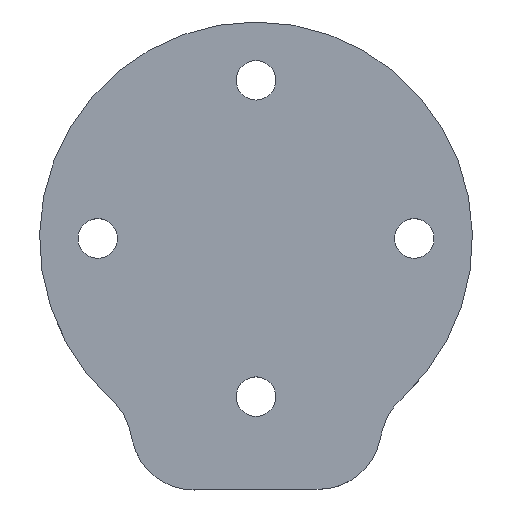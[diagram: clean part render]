
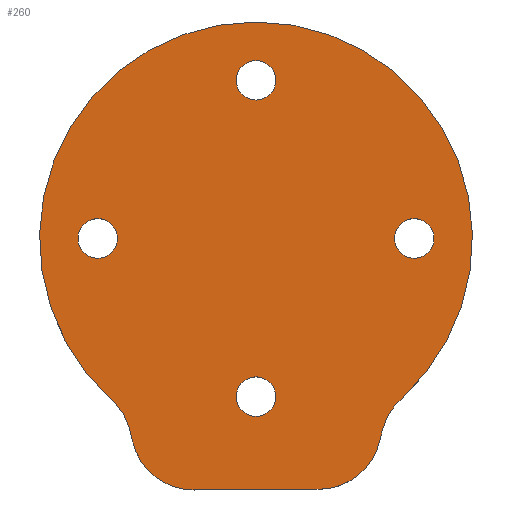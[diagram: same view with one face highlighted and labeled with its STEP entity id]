
A CAD part, top view. The second image highlights one B-rep face of the part: STEP entity #260.
In plain terms, the highlighted planar face has unit normal (0, 0, 1).
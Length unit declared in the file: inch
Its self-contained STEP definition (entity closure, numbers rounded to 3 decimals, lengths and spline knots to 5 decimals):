
#23=FACE_BOUND('',#68,.T.);
#24=FACE_BOUND('',#69,.T.);
#25=FACE_BOUND('',#70,.T.);
#26=FACE_BOUND('',#71,.T.);
#31=PLANE('',#300);
#45=FACE_OUTER_BOUND('',#67,.T.);
#67=EDGE_LOOP('',(#226,#227,#228,#229,#230,#231,#232,#233));
#68=EDGE_LOOP('',(#234));
#69=EDGE_LOOP('',(#235));
#70=EDGE_LOOP('',(#236));
#71=EDGE_LOOP('',(#237));
#77=LINE('',#415,#91);
#80=LINE('',#423,#94);
#85=LINE('',#450,#99);
#91=VECTOR('',#334,0.3937);
#94=VECTOR('',#343,0.3937);
#99=VECTOR('',#378,0.3937);
#101=CIRCLE('',#271,0.125);
#110=CIRCLE('',#283,0.125);
#111=CIRCLE('',#286,0.03937);
#112=CIRCLE('',#288,0.03937);
#113=CIRCLE('',#290,0.03937);
#114=CIRCLE('',#292,0.03937);
#115=CIRCLE('',#294,0.125);
#116=CIRCLE('',#296,0.431);
#117=CIRCLE('',#298,0.125);
#120=VERTEX_POINT('',#386);
#121=VERTEX_POINT('',#388);
#132=VERTEX_POINT('',#414);
#133=VERTEX_POINT('',#418);
#134=VERTEX_POINT('',#422);
#135=VERTEX_POINT('',#426);
#136=VERTEX_POINT('',#429);
#137=VERTEX_POINT('',#432);
#138=VERTEX_POINT('',#435);
#139=VERTEX_POINT('',#438);
#140=VERTEX_POINT('',#440);
#141=VERTEX_POINT('',#444);
#144=EDGE_CURVE('',#120,#121,#101,.T.);
#157=EDGE_CURVE('',#121,#132,#77,.T.);
#159=EDGE_CURVE('',#132,#133,#110,.T.);
#161=EDGE_CURVE('',#133,#134,#80,.T.);
#163=EDGE_CURVE('',#135,#135,#111,.T.);
#164=EDGE_CURVE('',#136,#136,#112,.T.);
#165=EDGE_CURVE('',#137,#137,#113,.T.);
#166=EDGE_CURVE('',#138,#138,#114,.T.);
#168=EDGE_CURVE('',#139,#140,#115,.T.);
#171=EDGE_CURVE('',#141,#139,#116,.T.);
#172=EDGE_CURVE('',#134,#141,#117,.T.);
#173=EDGE_CURVE('',#140,#120,#85,.T.);
#226=ORIENTED_EDGE('',*,*,#144,.F.);
#227=ORIENTED_EDGE('',*,*,#173,.F.);
#228=ORIENTED_EDGE('',*,*,#168,.F.);
#229=ORIENTED_EDGE('',*,*,#171,.F.);
#230=ORIENTED_EDGE('',*,*,#172,.F.);
#231=ORIENTED_EDGE('',*,*,#161,.F.);
#232=ORIENTED_EDGE('',*,*,#159,.F.);
#233=ORIENTED_EDGE('',*,*,#157,.F.);
#234=ORIENTED_EDGE('',*,*,#163,.T.);
#235=ORIENTED_EDGE('',*,*,#164,.T.);
#236=ORIENTED_EDGE('',*,*,#165,.T.);
#237=ORIENTED_EDGE('',*,*,#166,.T.);
#260=ADVANCED_FACE('',(#45,#23,#24,#25,#26),#31,.T.);
#271=AXIS2_PLACEMENT_3D('',#389,#308,#309);
#283=AXIS2_PLACEMENT_3D('',#419,#338,#339);
#286=AXIS2_PLACEMENT_3D('',#427,#347,#348);
#288=AXIS2_PLACEMENT_3D('',#430,#351,#352);
#290=AXIS2_PLACEMENT_3D('',#433,#355,#356);
#292=AXIS2_PLACEMENT_3D('',#436,#359,#360);
#294=AXIS2_PLACEMENT_3D('',#441,#364,#365);
#296=AXIS2_PLACEMENT_3D('',#446,#370,#371);
#298=AXIS2_PLACEMENT_3D('',#448,#374,#375);
#300=AXIS2_PLACEMENT_3D('',#451,#379,#380);
#308=DIRECTION('center_axis',(0.,0.,-1.));
#309=DIRECTION('ref_axis',(0.62,-0.784,0.));
#334=DIRECTION('',(-1.,-0.005,0.));
#338=DIRECTION('center_axis',(0.,0.,-1.));
#339=DIRECTION('ref_axis',(-0.616,-0.787,0.));
#343=DIRECTION('',(-0.235,0.972,0.));
#347=DIRECTION('center_axis',(0.,0.,-1.));
#348=DIRECTION('ref_axis',(1.,0.,0.));
#351=DIRECTION('center_axis',(0.,0.,-1.));
#352=DIRECTION('ref_axis',(1.,0.,0.));
#355=DIRECTION('center_axis',(0.,0.,-1.));
#356=DIRECTION('ref_axis',(1.,0.,0.));
#359=DIRECTION('center_axis',(0.,0.,-1.));
#360=DIRECTION('ref_axis',(1.,0.,0.));
#364=DIRECTION('center_axis',(0.,0.,1.));
#365=DIRECTION('ref_axis',(-0.859,0.512,0.));
#370=DIRECTION('center_axis',(0.,0.,-1.));
#371=DIRECTION('ref_axis',(-1.,0.,0.));
#374=DIRECTION('center_axis',(0.,0.,1.));
#375=DIRECTION('ref_axis',(0.859,0.512,0.));
#378=DIRECTION('',(-0.236,-0.972,0.));
#379=DIRECTION('center_axis',(0.,0.,1.));
#380=DIRECTION('ref_axis',(1.,0.,0.));
#386=CARTESIAN_POINT('',(0.24599,0.50068,0.062));
#388=CARTESIAN_POINT('',(0.1252,0.40513,0.062));
#389=CARTESIAN_POINT('Origin',(0.12451,0.53013,0.062));
#414=CARTESIAN_POINT('',(-0.12359,0.40377,0.062));
#415=CARTESIAN_POINT('',(0.1,0.405,0.062));
#418=CARTESIAN_POINT('',(-0.24578,0.49943,0.062));
#419=CARTESIAN_POINT('Origin',(-0.12427,0.52877,0.062));
#422=CARTESIAN_POINT('',(-0.25092,0.52073,0.062));
#423=CARTESIAN_POINT('',(-0.26789,0.591,0.062));
#426=CARTESIAN_POINT('',(-0.27585,0.90445,0.062));
#427=CARTESIAN_POINT('Origin',(-0.31522,0.90445,0.062));
#429=CARTESIAN_POINT('',(0.03911,0.58949,0.062));
#430=CARTESIAN_POINT('Origin',(-0.00026,0.58949,
0.062));
#432=CARTESIAN_POINT('',(0.03911,1.21942,0.062));
#433=CARTESIAN_POINT('Origin',(-0.00026,1.21942,0.062));
#435=CARTESIAN_POINT('',(0.35407,0.90445,0.062));
#436=CARTESIAN_POINT('Origin',(0.3147,0.90445,0.062));
#438=CARTESIAN_POINT('',(0.28869,0.58466,0.062));
#440=CARTESIAN_POINT('',(0.25101,0.52136,0.062));
#441=CARTESIAN_POINT('Origin',(0.37249,0.49191,0.062));
#444=CARTESIAN_POINT('',(-0.28876,0.58425,0.062));
#446=CARTESIAN_POINT('Origin',(-0.00026,0.90445,
0.062));
#448=CARTESIAN_POINT('Origin',(-0.37243,0.49139,0.062));
#450=CARTESIAN_POINT('',(0.16226,0.15533,0.062));
#451=CARTESIAN_POINT('Origin',(-0.00007,0.31136,0.062));
